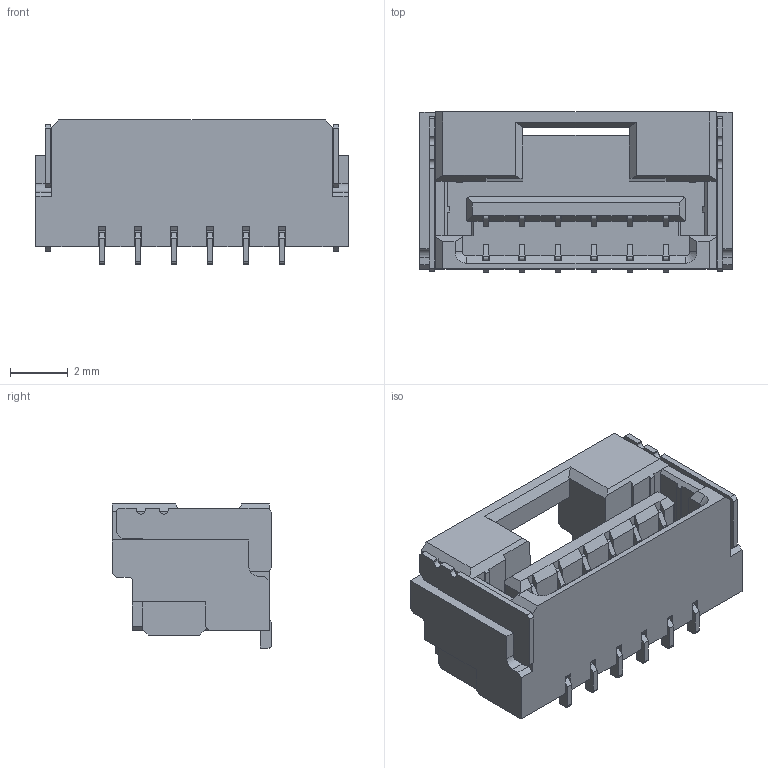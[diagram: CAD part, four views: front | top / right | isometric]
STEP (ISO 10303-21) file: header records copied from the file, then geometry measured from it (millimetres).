
FILE_DESCRIPTION((''),'2;1');
FILE_NAME('5023860670','2016-07-14T',('gsharma'),(''),'PRO/ENGINEER BY PARAMETRIC TECHNOLOGY CORPORATION, 2012310','PRO/ENGINEER BY PARAMETRIC TECHNOLOGY CORPORATION, 2012310','');
FILE_SCHEMA(('CONFIG_CONTROL_DESIGN'));
Length unit declared in the file: millimetre
Products named in the file (1): 5023860670
Bounding box: 10.85 x 5.55 x 5 mm (x, y, z)
Volume: 152.3 mm3; surface area: 463.7 mm2
Topology: 1 solids, 1 shells, 418 faces, 1260 edges, 842 vertices
Faces by surface type: plane 372, cylinder 44, cone 2
Entity records: 13915 total; most frequent: CARTESIAN_POINT 2515, ORIENTED_EDGE 2456, DIRECTION 2180, EDGE_CURVE 1228, VECTOR 1162, LINE 1162, VERTEX_POINT 810, AXIS2_PLACEMENT_3D 509
